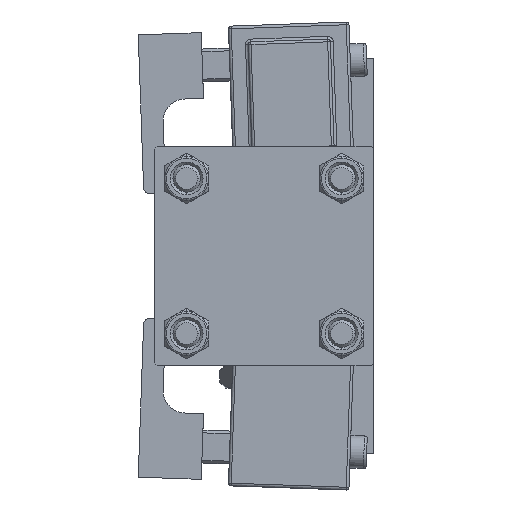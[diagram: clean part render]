
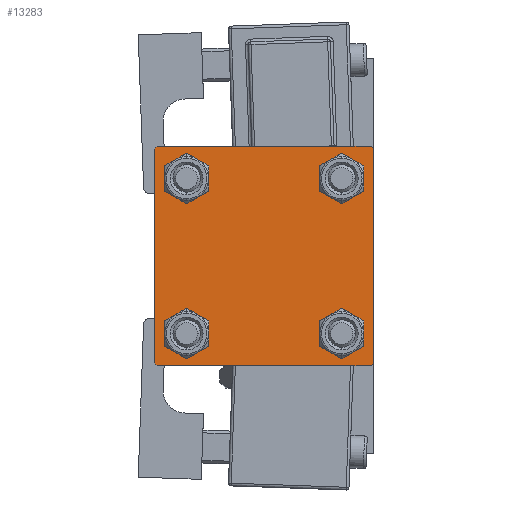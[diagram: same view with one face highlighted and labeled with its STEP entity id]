
A CAD part, left-side view. The second image highlights one B-rep face of the part: STEP entity #13283.
In plain terms, the highlighted planar face has unit normal (-1, 0, 0).
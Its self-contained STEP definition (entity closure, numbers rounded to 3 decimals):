
#188 = EDGE_CURVE ( 'NONE', #49262, #37225, #14657, .T. ) ;
#455 = CIRCLE ( 'NONE', #12379, 3. ) ;
#506 = EDGE_LOOP ( 'NONE', ( #52605, #36873 ) ) ;
#689 = EDGE_CURVE ( 'NONE', #8062, #32913, #17224, .T. ) ;
#1010 = DIRECTION ( 'NONE',  ( 0., 0., 1. ) ) ;
#1138 = VECTOR ( 'NONE', #40424, 1000. ) ;
#1146 = CARTESIAN_POINT ( 'NONE',  ( 0., 19.5, 20. ) ) ;
#1228 = ORIENTED_EDGE ( 'NONE', *, *, #15807, .T. ) ;
#1377 = VERTEX_POINT ( 'NONE', #8824 ) ;
#1865 = FACE_OUTER_BOUND ( 'NONE', #17538, .T. ) ;
#1911 = DIRECTION ( 'NONE',  ( 1., 0., 0. ) ) ;
#3398 = CARTESIAN_POINT ( 'NONE',  ( 0., -14.15, -14.15 ) ) ;
#3488 = EDGE_CURVE ( 'NONE', #45929, #51599, #32662, .T. ) ;
#4716 = ORIENTED_EDGE ( 'NONE', *, *, #45251, .T. ) ;
#5013 = DIRECTION ( 'NONE',  ( 0., 0., 1. ) ) ;
#5476 = EDGE_CURVE ( 'NONE', #20344, #47903, #15725, .T. ) ;
#5503 = VERTEX_POINT ( 'NONE', #29499 ) ;
#7086 = ORIENTED_EDGE ( 'NONE', *, *, #5476, .T. ) ;
#8062 = VERTEX_POINT ( 'NONE', #16528 ) ;
#8621 = VECTOR ( 'NONE', #45510, 1000. ) ;
#8622 = LINE ( 'NONE', #32323, #11151 ) ;
#8824 = CARTESIAN_POINT ( 'NONE',  ( 0., -14.15, 11.15 ) ) ;
#9707 = CARTESIAN_POINT ( 'NONE',  ( 0., -14.15, 14.15 ) ) ;
#9780 = CARTESIAN_POINT ( 'NONE',  ( 0., 14.15, -14.15 ) ) ;
#9850 = DIRECTION ( 'NONE',  ( 0., 0., 1. ) ) ;
#10404 = DIRECTION ( 'NONE',  ( 0., 0., 1. ) ) ;
#11090 = LINE ( 'NONE', #40078, #43583 ) ;
#11151 = VECTOR ( 'NONE', #40821, 1000. ) ;
#11187 = DIRECTION ( 'NONE',  ( 1., 0., 0. ) ) ;
#12379 = AXIS2_PLACEMENT_3D ( 'NONE', #9707, #21958, #26730 ) ;
#12447 = CARTESIAN_POINT ( 'NONE',  ( 0., 14.15, -17.15 ) ) ;
#12794 = LINE ( 'NONE', #33293, #8621 ) ;
#13283 = ADVANCED_FACE ( 'NONE', ( #26349, #22349, #18360, #21837, #1865 ), #50520, .T. ) ;
#13642 = CARTESIAN_POINT ( 'NONE',  ( 0., 14.15, 11.15 ) ) ;
#13957 = VECTOR ( 'NONE', #16424, 1000. ) ;
#14657 = CIRCLE ( 'NONE', #28265, 3. ) ;
#14905 = LINE ( 'NONE', #19426, #28963 ) ;
#15725 = CIRCLE ( 'NONE', #38655, 3. ) ;
#15807 = EDGE_CURVE ( 'NONE', #37225, #49262, #15953, .T. ) ;
#15889 = DIRECTION ( 'NONE',  ( 0., 0.707, 0.707 ) ) ;
#15953 = CIRCLE ( 'NONE', #46545, 3. ) ;
#16424 = DIRECTION ( 'NONE',  ( 0., 0.707, -0.707 ) ) ;
#16528 = CARTESIAN_POINT ( 'NONE',  ( 0., -14.15, -17.15 ) ) ;
#16655 = VERTEX_POINT ( 'NONE', #50982 ) ;
#17224 = CIRCLE ( 'NONE', #24018, 3. ) ;
#17328 = VECTOR ( 'NONE', #38609, 1000. ) ;
#17392 = VERTEX_POINT ( 'NONE', #20736 ) ;
#17538 = EDGE_LOOP ( 'NONE', ( #27307, #40656, #31141, #51216, #43292, #29953, #43978, #30756 ) ) ;
#18000 = AXIS2_PLACEMENT_3D ( 'NONE', #29229, #37724, #1010 ) ;
#18360 = FACE_BOUND ( 'NONE', #32750, .T. ) ;
#18378 = CARTESIAN_POINT ( 'NONE',  ( 0., 20., -20. ) ) ;
#18607 = DIRECTION ( 'NONE',  ( 1., 0., 0. ) ) ;
#19426 = CARTESIAN_POINT ( 'NONE',  ( 0., 19.75, -19.75 ) ) ;
#19868 = CIRCLE ( 'NONE', #51277, 3. ) ;
#19941 = CARTESIAN_POINT ( 'NONE',  ( 0., 20., 20. ) ) ;
#20344 = VERTEX_POINT ( 'NONE', #29179 ) ;
#20453 = ORIENTED_EDGE ( 'NONE', *, *, #35444, .T. ) ;
#20463 = LINE ( 'NONE', #19941, #1138 ) ;
#20736 = CARTESIAN_POINT ( 'NONE',  ( 0., -19.5, -20. ) ) ;
#21543 = CIRCLE ( 'NONE', #30066, 3. ) ;
#21553 = ORIENTED_EDGE ( 'NONE', *, *, #31845, .T. ) ;
#21591 = DIRECTION ( 'NONE',  ( 0., -1., 0. ) ) ;
#21837 = FACE_BOUND ( 'NONE', #26080, .T. ) ;
#21958 = DIRECTION ( 'NONE',  ( 1., 0., 0. ) ) ;
#21987 = EDGE_CURVE ( 'NONE', #43080, #36360, #14905, .T. ) ;
#22349 = FACE_BOUND ( 'NONE', #506, .T. ) ;
#22393 = LINE ( 'NONE', #25621, #17328 ) ;
#22479 = VERTEX_POINT ( 'NONE', #30862 ) ;
#23622 = EDGE_CURVE ( 'NONE', #17392, #16655, #12794, .T. ) ;
#24018 = AXIS2_PLACEMENT_3D ( 'NONE', #3398, #40634, #40893 ) ;
#25621 = CARTESIAN_POINT ( 'NONE',  ( 0., 20., 20. ) ) ;
#25883 = CARTESIAN_POINT ( 'NONE',  ( 0., -14.15, -14.15 ) ) ;
#25922 = CARTESIAN_POINT ( 'NONE',  ( 0., 14.15, 14.15 ) ) ;
#26032 = DIRECTION ( 'NONE',  ( 1., 0., 0. ) ) ;
#26080 = EDGE_LOOP ( 'NONE', ( #1228, #41185 ) ) ;
#26349 = FACE_BOUND ( 'NONE', #33311, .T. ) ;
#26699 = EDGE_CURVE ( 'NONE', #33958, #16655, #8622, .T. ) ;
#26730 = DIRECTION ( 'NONE',  ( 0., 0., 1. ) ) ;
#27307 = ORIENTED_EDGE ( 'NONE', *, *, #31734, .T. ) ;
#27645 = CARTESIAN_POINT ( 'NONE',  ( 0., -14.15, -11.15 ) ) ;
#28265 = AXIS2_PLACEMENT_3D ( 'NONE', #25922, #34411, #42144 ) ;
#28963 = VECTOR ( 'NONE', #31156, 1000. ) ;
#29179 = CARTESIAN_POINT ( 'NONE',  ( 0., 14.15, -11.15 ) ) ;
#29229 = CARTESIAN_POINT ( 'NONE',  ( 0., -14.15, 14.15 ) ) ;
#29499 = CARTESIAN_POINT ( 'NONE',  ( 0., -14.15, 17.15 ) ) ;
#29953 = ORIENTED_EDGE ( 'NONE', *, *, #51254, .T. ) ;
#30066 = AXIS2_PLACEMENT_3D ( 'NONE', #43648, #11187, #52125 ) ;
#30107 = LINE ( 'NONE', #18378, #32580 ) ;
#30599 = CARTESIAN_POINT ( 'NONE',  ( 0., 0., 0. ) ) ;
#30756 = ORIENTED_EDGE ( 'NONE', *, *, #3488, .T. ) ;
#30856 = CARTESIAN_POINT ( 'NONE',  ( 0., 14.15, 14.15 ) ) ;
#30862 = CARTESIAN_POINT ( 'NONE',  ( 0., -19.5, 20. ) ) ;
#30996 = CARTESIAN_POINT ( 'NONE',  ( 0., 14.15, 17.15 ) ) ;
#31141 = ORIENTED_EDGE ( 'NONE', *, *, #52233, .T. ) ;
#31156 = DIRECTION ( 'NONE',  ( 0., -0.707, -0.707 ) ) ;
#31730 = EDGE_CURVE ( 'NONE', #32913, #8062, #19868, .T. ) ;
#31734 = EDGE_CURVE ( 'NONE', #51599, #43080, #22393, .T. ) ;
#31803 = CARTESIAN_POINT ( 'NONE',  ( 0., 20., 19.5 ) ) ;
#31845 = EDGE_CURVE ( 'NONE', #47903, #20344, #21543, .T. ) ;
#32323 = CARTESIAN_POINT ( 'NONE',  ( 0., -20., 20. ) ) ;
#32580 = VECTOR ( 'NONE', #21591, 1000. ) ;
#32662 = LINE ( 'NONE', #41439, #13957 ) ;
#32750 = EDGE_LOOP ( 'NONE', ( #7086, #21553 ) ) ;
#32913 = VERTEX_POINT ( 'NONE', #27645 ) ;
#33197 = CARTESIAN_POINT ( 'NONE',  ( 0., -20., 19.5 ) ) ;
#33293 = CARTESIAN_POINT ( 'NONE',  ( 0., -19.75, -19.75 ) ) ;
#33311 = EDGE_LOOP ( 'NONE', ( #4716, #20453 ) ) ;
#33958 = VERTEX_POINT ( 'NONE', #33197 ) ;
#34411 = DIRECTION ( 'NONE',  ( 1., 0., 0. ) ) ;
#35444 = EDGE_CURVE ( 'NONE', #1377, #5503, #455, .T. ) ;
#36360 = VERTEX_POINT ( 'NONE', #47963 ) ;
#36873 = ORIENTED_EDGE ( 'NONE', *, *, #689, .T. ) ;
#37225 = VERTEX_POINT ( 'NONE', #30996 ) ;
#37724 = DIRECTION ( 'NONE',  ( 1., 0., 0. ) ) ;
#38609 = DIRECTION ( 'NONE',  ( 0., 0., -1. ) ) ;
#38655 = AXIS2_PLACEMENT_3D ( 'NONE', #9780, #26032, #5013 ) ;
#38814 = AXIS2_PLACEMENT_3D ( 'NONE', #30599, #46790, #9850 ) ;
#40078 = CARTESIAN_POINT ( 'NONE',  ( 0., -19.75, 19.75 ) ) ;
#40424 = DIRECTION ( 'NONE',  ( 0., -1., 0. ) ) ;
#40634 = DIRECTION ( 'NONE',  ( 1., 0., 0. ) ) ;
#40656 = ORIENTED_EDGE ( 'NONE', *, *, #21987, .T. ) ;
#40821 = DIRECTION ( 'NONE',  ( 0., 0., -1. ) ) ;
#40893 = DIRECTION ( 'NONE',  ( 0., 0., 1. ) ) ;
#41185 = ORIENTED_EDGE ( 'NONE', *, *, #188, .T. ) ;
#41439 = CARTESIAN_POINT ( 'NONE',  ( 0., 19.75, 19.75 ) ) ;
#42144 = DIRECTION ( 'NONE',  ( 0., 0., 1. ) ) ;
#43080 = VERTEX_POINT ( 'NONE', #47810 ) ;
#43292 = ORIENTED_EDGE ( 'NONE', *, *, #26699, .F. ) ;
#43331 = DIRECTION ( 'NONE',  ( 0., 0., 1. ) ) ;
#43583 = VECTOR ( 'NONE', #15889, 1000. ) ;
#43648 = CARTESIAN_POINT ( 'NONE',  ( 0., 14.15, -14.15 ) ) ;
#43978 = ORIENTED_EDGE ( 'NONE', *, *, #52470, .F. ) ;
#45251 = EDGE_CURVE ( 'NONE', #5503, #1377, #51948, .T. ) ;
#45510 = DIRECTION ( 'NONE',  ( 0., -0.707, 0.707 ) ) ;
#45929 = VERTEX_POINT ( 'NONE', #1146 ) ;
#46545 = AXIS2_PLACEMENT_3D ( 'NONE', #30856, #18607, #43331 ) ;
#46790 = DIRECTION ( 'NONE',  ( -1., 0., 0. ) ) ;
#47810 = CARTESIAN_POINT ( 'NONE',  ( 0., 20., -19.5 ) ) ;
#47903 = VERTEX_POINT ( 'NONE', #12447 ) ;
#47963 = CARTESIAN_POINT ( 'NONE',  ( 0., 19.5, -20. ) ) ;
#49262 = VERTEX_POINT ( 'NONE', #13642 ) ;
#50520 = PLANE ( 'NONE',  #38814 ) ;
#50982 = CARTESIAN_POINT ( 'NONE',  ( 0., -20., -19.5 ) ) ;
#51216 = ORIENTED_EDGE ( 'NONE', *, *, #23622, .T. ) ;
#51254 = EDGE_CURVE ( 'NONE', #33958, #22479, #11090, .T. ) ;
#51277 = AXIS2_PLACEMENT_3D ( 'NONE', #25883, #1911, #10404 ) ;
#51599 = VERTEX_POINT ( 'NONE', #31803 ) ;
#51948 = CIRCLE ( 'NONE', #18000, 3. ) ;
#52125 = DIRECTION ( 'NONE',  ( 0., 0., 1. ) ) ;
#52233 = EDGE_CURVE ( 'NONE', #36360, #17392, #30107, .T. ) ;
#52470 = EDGE_CURVE ( 'NONE', #45929, #22479, #20463, .T. ) ;
#52605 = ORIENTED_EDGE ( 'NONE', *, *, #31730, .T. ) ;
